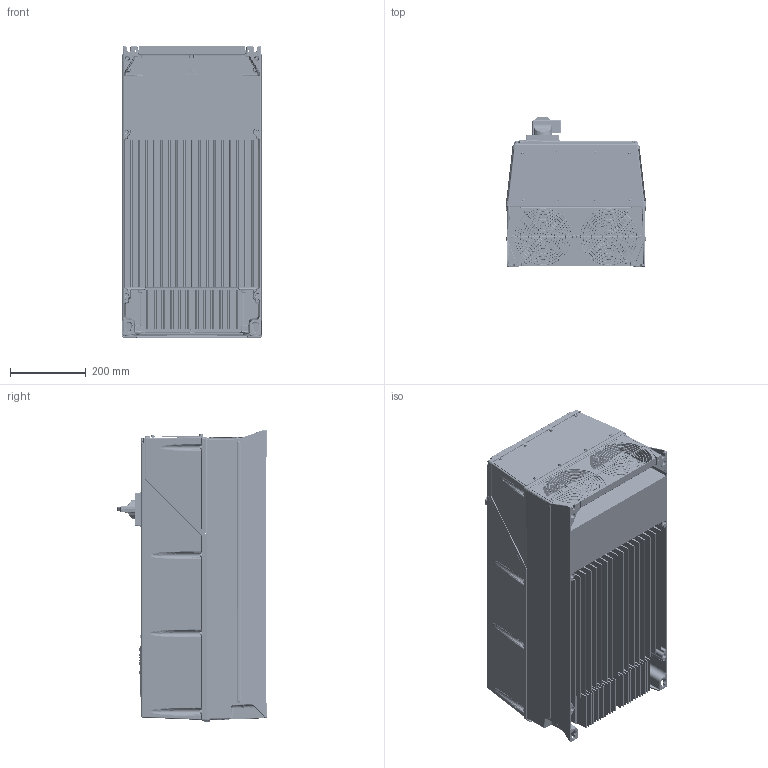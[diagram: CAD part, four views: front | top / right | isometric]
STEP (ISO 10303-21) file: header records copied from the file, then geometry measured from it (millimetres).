
FILE_DESCRIPTION((''),'2;1');
FILE_NAME('PRT0006','2019-09-17T',('U322080'),(''),'CREO PARAMETRIC BY PTC INC, 2018070','CREO PARAMETRIC BY PTC INC, 2018070','');
FILE_SCHEMA(('CONFIG_CONTROL_DESIGN'));
Products named in the file (1): PRT0006
Bounding box: 371.37 x 393.2 x 767.48 mm (x, y, z)
Surface area: 4086983 mm2 (no closed solid volume)
Topology: 0 solids, 56 shells, 6964 faces, 18487 edges, 11523 vertices
Faces by surface type: cylinder 2613, plane 1701, bspline 1477, torus 564, cone 493, sphere 92, extrusion 24
Entity records: 400231 total; most frequent: CARTESIAN_POINT 200230, ORIENTED_EDGE 36498, DIRECTION 28127, EDGE_CURVE 18292, VERTEX_POINT 11523, AXIS2_PLACEMENT_3D 10534, EDGE_LOOP 7372, VECTOR 7059
